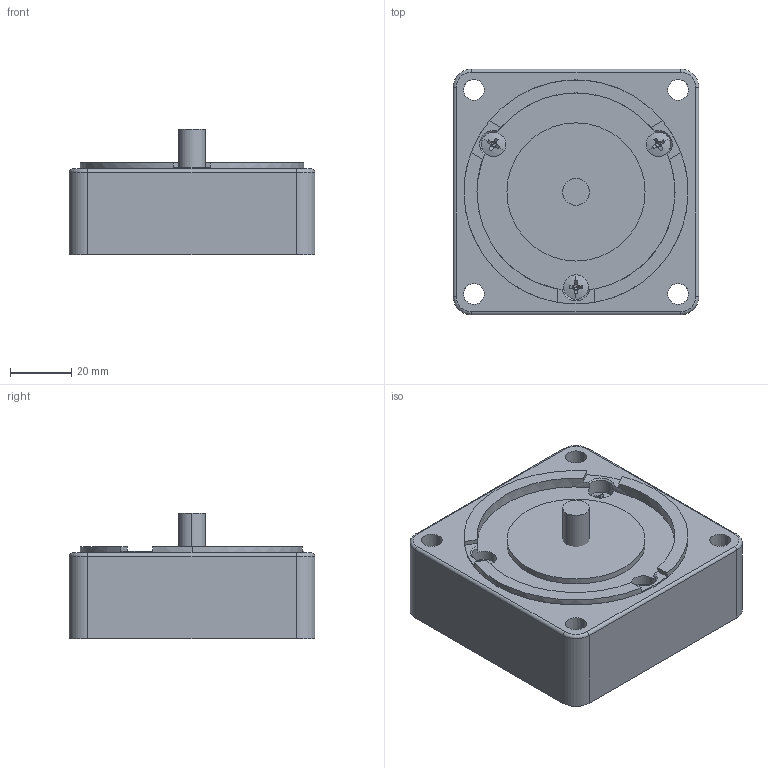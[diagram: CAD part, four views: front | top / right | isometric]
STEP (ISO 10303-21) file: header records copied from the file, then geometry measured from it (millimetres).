
FILE_DESCRIPTION (( 'STEP AP203' ), '1' );
FILE_NAME ('(標準品)4GN10X.STEP', '2020-04-16T05:32:51', ( '' ), ( '' ), 'SwSTEP 2.0', 'SolidWorks 2010', '' );
FILE_SCHEMA (( 'CONFIG_CONTROL_DESIGN' ));
Length unit declared in the file: millimetre
Products named in the file (6): STP4x12_JIS B 1111 Binding head screw M4 x 8 --8N; 4G下側; (標準品)4GN10X; G473-M_加工圖; CU4XGN銅柱; FT158
Assembly tree (10 placements, depth 2):
  (標準品)4GN10X
    STP4x12_JIS B 1111 Binding head screw M4 x 8 --8N  x3
    4G下側
    G473-M_加工圖
    CU4XGN銅柱  x4
    FT158
Bounding box: 80 x 80 x 41 mm (x, y, z)
Volume: 148766.4 mm3; surface area: 40979.7 mm2
Topology: 11 solids, 12 shells, 630 faces, 1616 edges, 1014 vertices
Faces by surface type: cone 258, cylinder 222, plane 134, torus 10, sphere 6
Entity records: 10830 total; most frequent: DIRECTION 1944, CARTESIAN_POINT 1737, ORIENTED_EDGE 1656, EDGE_CURVE 828, AXIS2_PLACEMENT_3D 793, VERTEX_POINT 530, CIRCLE 456, EDGE_LOOP 370
